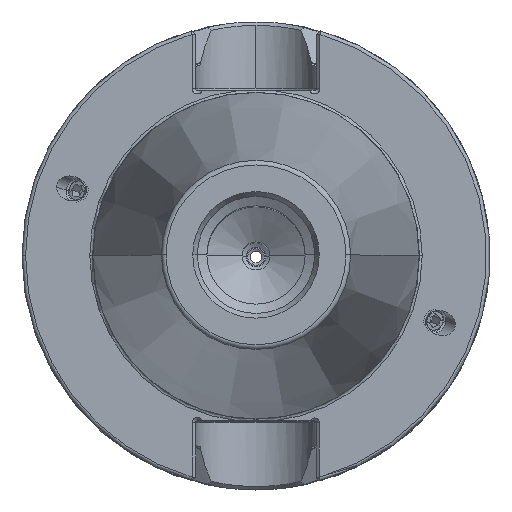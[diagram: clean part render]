
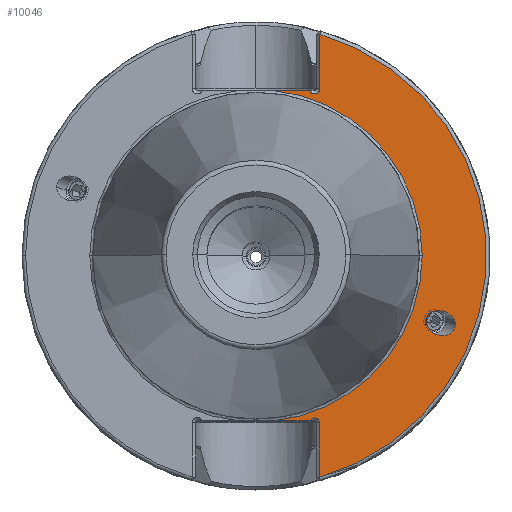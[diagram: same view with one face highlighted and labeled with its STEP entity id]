
A CAD part, top view. The second image highlights one B-rep face of the part: STEP entity #10046.
In plain terms, the highlighted planar face has unit normal (0, 0, 1).
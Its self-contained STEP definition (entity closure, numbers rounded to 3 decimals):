
#60 = EDGE_LOOP ( 'NONE', ( #77, #10853 ) ) ;
#77 = ORIENTED_EDGE ( 'NONE', *, *, #10727, .T. ) ;
#376 = DIRECTION ( 'NONE',  ( -1., 0., 0. ) ) ;
#910 = CIRCLE ( 'NONE', #10496, 49.237 ) ;
#975 = EDGE_CURVE ( 'NONE', #7853, #7152, #8845, .T. ) ;
#1164 = LINE ( 'NONE', #10908, #5344 ) ;
#1247 = CARTESIAN_POINT ( 'NONE',  ( 36.355, -8.72, -3. ) ) ;
#1256 = CARTESIAN_POINT ( 'NONE',  ( 13.544, -47.338, -3. ) ) ;
#1469 = VERTEX_POINT ( 'NONE', #10906 ) ;
#1630 = AXIS2_PLACEMENT_3D ( 'NONE', #1640, #7595, #2492 ) ;
#1640 = CARTESIAN_POINT ( 'NONE',  ( 0., 49.987, -3. ) ) ;
#1656 = VECTOR ( 'NONE', #2922, 1000. ) ;
#1738 = CARTESIAN_POINT ( 'NONE',  ( 36.355, -14.023, -3. ) ) ;
#1803 = CARTESIAN_POINT ( 'NONE',  ( 13.544, -35.675, -3. ) ) ;
#1850 = CARTESIAN_POINT ( 'NONE',  ( 3.763, 35.3, -3. ) ) ;
#1887 = CARTESIAN_POINT ( 'NONE',  ( 0., 0., -3. ) ) ;
#1980 = EDGE_CURVE ( 'NONE', #2908, #1469, #7983, .T. ) ;
#2032 = CARTESIAN_POINT ( 'NONE',  ( 13.65, 35.675, -3. ) ) ;
#2492 = DIRECTION ( 'NONE',  ( -1., 0., 0. ) ) ;
#2728 = DIRECTION ( 'NONE',  ( -1., 0., 0. ) ) ;
#2908 = VERTEX_POINT ( 'NONE', #1850 ) ;
#2914 = CARTESIAN_POINT ( 'NONE',  ( 42.579, -14.707, -3. ) ) ;
#2922 = DIRECTION ( 'NONE',  ( 0., -1., 0. ) ) ;
#3014 = AXIS2_PLACEMENT_3D ( 'NONE', #7188, #3957, #3973 ) ;
#3116 = CIRCLE ( 'NONE', #6378, 1.019 ) ;
#3435 = ORIENTED_EDGE ( 'NONE', *, *, #975, .T. ) ;
#3496 = CARTESIAN_POINT ( 'NONE',  ( 0., 0., -3. ) ) ;
#3836 = EDGE_CURVE ( 'NONE', #9323, #4138, #1164, .T. ) ;
#3957 = DIRECTION ( 'NONE',  ( 0., 0., -1. ) ) ;
#3973 = DIRECTION ( 'NONE',  ( -1., 0., 0. ) ) ;
#4138 = VERTEX_POINT ( 'NONE', #1256 ) ;
#4145 = EDGE_CURVE ( 'NONE', #5963, #7853, #6144, .T. ) ;
#4195 = CARTESIAN_POINT ( 'NONE',  ( 42.579, -14.707, -3. ) ) ;
#4209 = CARTESIAN_POINT ( 'NONE',  ( 42.579, -14.707, -3. ) ) ;
#4318 = DIRECTION ( 'NONE',  ( 1., 0., 0. ) ) ;
#4350 = DIRECTION ( 'NONE',  ( -1., 0., 0. ) ) ;
#4358 = ORIENTED_EDGE ( 'NONE', *, *, #1980, .T. ) ;
#4380 = CARTESIAN_POINT ( 'NONE',  ( 13.65, 35.675, -3. ) ) ;
#4431 = VERTEX_POINT ( 'NONE', #7522 ) ;
#4465 = LINE ( 'NONE', #10539, #8793 ) ;
#4521 = AXIS2_PLACEMENT_3D ( 'NONE', #9883, #9642, #9634 ) ;
#4553 = LINE ( 'NONE', #9485, #9151 ) ;
#4788 = EDGE_LOOP ( 'NONE', ( #8539, #10577, #8272, #4848, #7740, #3435, #7745, #4358, #7452 ) ) ;
#4848 = ORIENTED_EDGE ( 'NONE', *, *, #9709, .T. ) ;
#4969 = AXIS2_PLACEMENT_3D ( 'NONE', #1887, #7840, #2728 ) ;
#5066 = CARTESIAN_POINT ( 'NONE',  ( 13.65, 47.308, -3. ) ) ;
#5344 = VECTOR ( 'NONE', #6572, 1000. ) ;
#5366 = DIRECTION ( 'NONE',  ( 0., 0., -1. ) ) ;
#5963 = VERTEX_POINT ( 'NONE', #5066 ) ;
#5982 = CARTESIAN_POINT ( 'NONE',  ( 36.355, -14.023, -3. ) ) ;
#6055 =( BOUNDED_CURVE ( )  B_SPLINE_CURVE ( 3, ( #4209, #9368, #6799, #1738 ),
 .UNSPECIFIED., .F., .F. ) 
 B_SPLINE_CURVE_WITH_KNOTS ( ( 4, 4 ),
 ( 5.993, 9.135 ),
 .UNSPECIFIED. ) 
 CURVE ( )  GEOMETRIC_REPRESENTATION_ITEM ( )  RATIONAL_B_SPLINE_CURVE ( ( 1., 0.333, 0.333, 1. ) ) 
 REPRESENTATION_ITEM ( '' )  );
#6084 = FACE_OUTER_BOUND ( 'NONE', #4788, .T. ) ;
#6144 = LINE ( 'NONE', #2032, #1656 ) ;
#6200 = EDGE_CURVE ( 'NONE', #9477, #4431, #4465, .T. ) ;
#6211 = DIRECTION ( 'NONE',  ( -1., 0., 0. ) ) ;
#6378 = AXIS2_PLACEMENT_3D ( 'NONE', #10556, #5366, #376 ) ;
#6572 = DIRECTION ( 'NONE',  ( 0., -1., 0. ) ) ;
#6578 = VERTEX_POINT ( 'NONE', #5982 ) ;
#6635 = CARTESIAN_POINT ( 'NONE',  ( 11.578, -35.3, -3. ) ) ;
#6799 = CARTESIAN_POINT ( 'NONE',  ( 36.355, -19.326, -3. ) ) ;
#6821 =( BOUNDED_CURVE ( )  B_SPLINE_CURVE ( 3, ( #7129, #1247, #8024, #2914 ),
 .UNSPECIFIED., .F., .F. ) 
 B_SPLINE_CURVE_WITH_KNOTS ( ( 4, 4 ),
 ( 2.852, 5.993 ),
 .UNSPECIFIED. ) 
 CURVE ( )  GEOMETRIC_REPRESENTATION_ITEM ( )  RATIONAL_B_SPLINE_CURVE ( ( 1., 0.333, 0.333, 1. ) ) 
 REPRESENTATION_ITEM ( '' )  );
#7129 = CARTESIAN_POINT ( 'NONE',  ( 36.355, -14.023, -3. ) ) ;
#7152 = VERTEX_POINT ( 'NONE', #8672 ) ;
#7182 = EDGE_CURVE ( 'NONE', #1469, #4431, #9897, .T. ) ;
#7188 = CARTESIAN_POINT ( 'NONE',  ( 0., 0., -3. ) ) ;
#7291 = EDGE_CURVE ( 'NONE', #6578, #9580, #6821, .T. ) ;
#7452 = ORIENTED_EDGE ( 'NONE', *, *, #7182, .T. ) ;
#7522 = CARTESIAN_POINT ( 'NONE',  ( 3.763, -35.3, -3. ) ) ;
#7595 = DIRECTION ( 'NONE',  ( 0., 0., -1. ) ) ;
#7740 = ORIENTED_EDGE ( 'NONE', *, *, #4145, .T. ) ;
#7745 = ORIENTED_EDGE ( 'NONE', *, *, #10746, .F. ) ;
#7840 = DIRECTION ( 'NONE',  ( 0., 0., -1. ) ) ;
#7853 = VERTEX_POINT ( 'NONE', #4380 ) ;
#7983 = CIRCLE ( 'NONE', #3014, 35.5 ) ;
#8024 = CARTESIAN_POINT ( 'NONE',  ( 42.579, -9.404, -3. ) ) ;
#8272 = ORIENTED_EDGE ( 'NONE', *, *, #3836, .T. ) ;
#8391 = FACE_BOUND ( 'NONE', #60, .T. ) ;
#8539 = ORIENTED_EDGE ( 'NONE', *, *, #6200, .F. ) ;
#8672 = CARTESIAN_POINT ( 'NONE',  ( 11.464, 35.3, -3. ) ) ;
#8793 = VECTOR ( 'NONE', #6211, 1000. ) ;
#8845 = CIRCLE ( 'NONE', #4521, 1.125 ) ;
#9151 = VECTOR ( 'NONE', #4318, 1000. ) ;
#9273 = PLANE ( 'NONE',  #1630 ) ;
#9323 = VERTEX_POINT ( 'NONE', #1803 ) ;
#9368 = CARTESIAN_POINT ( 'NONE',  ( 42.579, -20.01, -3. ) ) ;
#9477 = VERTEX_POINT ( 'NONE', #6635 ) ;
#9485 = CARTESIAN_POINT ( 'NONE',  ( 0., 35.3, -3. ) ) ;
#9512 = DIRECTION ( 'NONE',  ( 0., 0., 1. ) ) ;
#9580 = VERTEX_POINT ( 'NONE', #4195 ) ;
#9634 = DIRECTION ( 'NONE',  ( -1., 0., 0. ) ) ;
#9642 = DIRECTION ( 'NONE',  ( 0., 0., -1. ) ) ;
#9709 = EDGE_CURVE ( 'NONE', #4138, #5963, #910, .T. ) ;
#9883 = CARTESIAN_POINT ( 'NONE',  ( 12.525, 35.675, -3. ) ) ;
#9897 = CIRCLE ( 'NONE', #4969, 35.5 ) ;
#10046 = ADVANCED_FACE ( 'NONE', ( #8391, #6084 ), #9273, .F. ) ;
#10496 = AXIS2_PLACEMENT_3D ( 'NONE', #3496, #9512, #4350 ) ;
#10539 = CARTESIAN_POINT ( 'NONE',  ( 0., -35.3, -3. ) ) ;
#10556 = CARTESIAN_POINT ( 'NONE',  ( 12.525, -35.675, -3. ) ) ;
#10577 = ORIENTED_EDGE ( 'NONE', *, *, #10863, .T. ) ;
#10727 = EDGE_CURVE ( 'NONE', #9580, #6578, #6055, .T. ) ;
#10746 = EDGE_CURVE ( 'NONE', #2908, #7152, #4553, .T. ) ;
#10853 = ORIENTED_EDGE ( 'NONE', *, *, #7291, .T. ) ;
#10863 = EDGE_CURVE ( 'NONE', #9477, #9323, #3116, .T. ) ;
#10906 = CARTESIAN_POINT ( 'NONE',  ( 35.5, 0., -3. ) ) ;
#10908 = CARTESIAN_POINT ( 'NONE',  ( 13.544, 49.987, -3. ) ) ;
